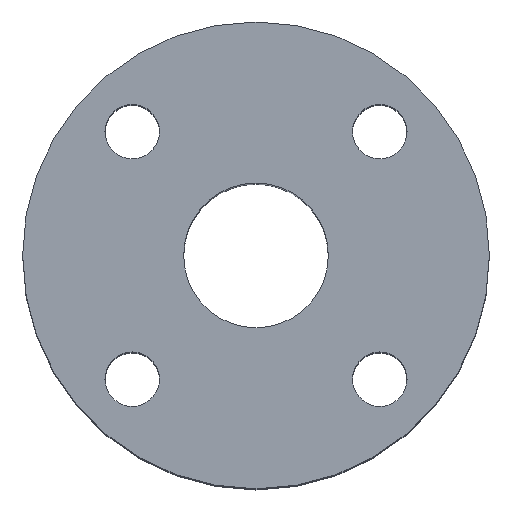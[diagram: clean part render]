
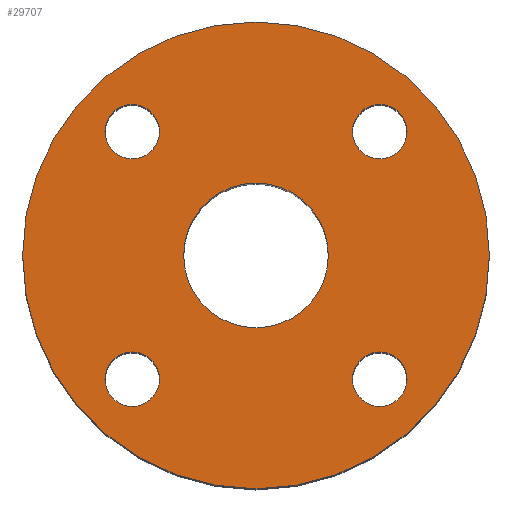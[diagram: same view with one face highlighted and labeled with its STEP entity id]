
A CAD part, top view. The second image highlights one B-rep face of the part: STEP entity #29707.
In plain terms, the highlighted planar face has unit normal (0, 0, 1).
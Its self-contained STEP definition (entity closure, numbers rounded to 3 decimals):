
#16 = CIRCLE ( 'NONE', #25192, 7. ) ;
#542 = VERTEX_POINT ( 'NONE', #27171 ) ;
#792 = AXIS2_PLACEMENT_3D ( 'NONE', #22999, #4499, #21331 ) ;
#1143 = DIRECTION ( 'NONE',  ( 0., 0., 1. ) ) ;
#1290 = EDGE_CURVE ( 'NONE', #11331, #8644, #16, .T. ) ;
#1761 = CARTESIAN_POINT ( 'NONE',  ( -31.82, -31.82, 0. ) ) ;
#2137 = FACE_BOUND ( 'NONE', #24618, .T. ) ;
#2279 = AXIS2_PLACEMENT_3D ( 'NONE', #27998, #5103, #20879 ) ;
#2486 = CARTESIAN_POINT ( 'NONE',  ( 31.82, 31.82, 0. ) ) ;
#2637 = EDGE_CURVE ( 'NONE', #8878, #14422, #16655, .T. ) ;
#2699 = VERTEX_POINT ( 'NONE', #20402 ) ;
#3115 = CARTESIAN_POINT ( 'NONE',  ( 24.82, -31.82, 0. ) ) ;
#3969 = FACE_BOUND ( 'NONE', #27038, .T. ) ;
#4043 = CARTESIAN_POINT ( 'NONE',  ( 24.82, 31.82, 0. ) ) ;
#4303 = CARTESIAN_POINT ( 'NONE',  ( -24.82, 31.82, 0. ) ) ;
#4476 = DIRECTION ( 'NONE',  ( 1., 0., 0. ) ) ;
#4477 = CARTESIAN_POINT ( 'NONE',  ( 0., 0., 0. ) ) ;
#4499 = DIRECTION ( 'NONE',  ( 0., 0., 1. ) ) ;
#4564 = FACE_BOUND ( 'NONE', #20348, .T. ) ;
#4689 = DIRECTION ( 'NONE',  ( 1., 0., 0. ) ) ;
#5103 = DIRECTION ( 'NONE',  ( 0., 0., 1. ) ) ;
#5263 = EDGE_CURVE ( 'NONE', #542, #14553, #13798, .T. ) ;
#6186 = DIRECTION ( 'NONE',  ( 0., 1., 0. ) ) ;
#6302 = DIRECTION ( 'NONE',  ( 0., 0., 1. ) ) ;
#6392 = DIRECTION ( 'NONE',  ( -1., 0., 0. ) ) ;
#6405 = DIRECTION ( 'NONE',  ( 1., 0., 0. ) ) ;
#6623 = ORIENTED_EDGE ( 'NONE', *, *, #14903, .T. ) ;
#6634 = DIRECTION ( 'NONE',  ( -1., 0., 0. ) ) ;
#6873 = ORIENTED_EDGE ( 'NONE', *, *, #23294, .F. ) ;
#7061 = CARTESIAN_POINT ( 'NONE',  ( -38.82, 31.82, 0. ) ) ;
#7210 = EDGE_CURVE ( 'NONE', #29043, #19025, #11418, .T. ) ;
#7592 = CIRCLE ( 'NONE', #11934, 7. ) ;
#7644 = ORIENTED_EDGE ( 'NONE', *, *, #2637, .T. ) ;
#7973 = AXIS2_PLACEMENT_3D ( 'NONE', #1761, #11014, #20260 ) ;
#8265 = DIRECTION ( 'NONE',  ( 0., -1., 0. ) ) ;
#8644 = VERTEX_POINT ( 'NONE', #7061 ) ;
#8721 = EDGE_LOOP ( 'NONE', ( #27497, #23726 ) ) ;
#8878 = VERTEX_POINT ( 'NONE', #9750 ) ;
#9068 = AXIS2_PLACEMENT_3D ( 'NONE', #13072, #19482, #6405 ) ;
#9186 = EDGE_LOOP ( 'NONE', ( #25822, #22904 ) ) ;
#9228 = EDGE_CURVE ( 'NONE', #2699, #22205, #15234, .T. ) ;
#9368 = VERTEX_POINT ( 'NONE', #18135 ) ;
#9750 = CARTESIAN_POINT ( 'NONE',  ( 60., 0., 0. ) ) ;
#9823 = CARTESIAN_POINT ( 'NONE',  ( 0., 0., 0. ) ) ;
#9991 = CIRCLE ( 'NONE', #792, 7. ) ;
#10439 = AXIS2_PLACEMENT_3D ( 'NONE', #2486, #11450, #4476 ) ;
#10523 = ORIENTED_EDGE ( 'NONE', *, *, #15237, .F. ) ;
#10650 = CARTESIAN_POINT ( 'NONE',  ( 18.6, 0., 0. ) ) ;
#11014 = DIRECTION ( 'NONE',  ( 0., 0., 1. ) ) ;
#11331 = VERTEX_POINT ( 'NONE', #4303 ) ;
#11391 = FACE_OUTER_BOUND ( 'NONE', #27426, .T. ) ;
#11418 = CIRCLE ( 'NONE', #10439, 7. ) ;
#11450 = DIRECTION ( 'NONE',  ( 0., 0., 1. ) ) ;
#11858 = CIRCLE ( 'NONE', #15746, 7. ) ;
#11934 = AXIS2_PLACEMENT_3D ( 'NONE', #18228, #20655, #8265 ) ;
#13072 = CARTESIAN_POINT ( 'NONE',  ( 0., 0., 0. ) ) ;
#13202 = DIRECTION ( 'NONE',  ( 0., 0., -1. ) ) ;
#13494 = CARTESIAN_POINT ( 'NONE',  ( 0., 0., 0. ) ) ;
#13798 = CIRCLE ( 'NONE', #7973, 7. ) ;
#14071 = DIRECTION ( 'NONE',  ( 0., 0., 1. ) ) ;
#14422 = VERTEX_POINT ( 'NONE', #19447 ) ;
#14553 = VERTEX_POINT ( 'NONE', #20950 ) ;
#14852 = CIRCLE ( 'NONE', #20181, 60. ) ;
#14903 = EDGE_CURVE ( 'NONE', #14422, #8878, #14852, .T. ) ;
#15234 = CIRCLE ( 'NONE', #24922, 18.6 ) ;
#15237 = EDGE_CURVE ( 'NONE', #8644, #11331, #17750, .T. ) ;
#15318 = EDGE_CURVE ( 'NONE', #22205, #2699, #25041, .T. ) ;
#15695 = DIRECTION ( 'NONE',  ( 0., -1., 0. ) ) ;
#15746 = AXIS2_PLACEMENT_3D ( 'NONE', #17221, #1143, #15695 ) ;
#15769 = ORIENTED_EDGE ( 'NONE', *, *, #19790, .F. ) ;
#16058 = VERTEX_POINT ( 'NONE', #3115 ) ;
#16146 = DIRECTION ( 'NONE',  ( 1., 0., 0. ) ) ;
#16276 = ORIENTED_EDGE ( 'NONE', *, *, #1290, .F. ) ;
#16655 = CIRCLE ( 'NONE', #19079, 60. ) ;
#17221 = CARTESIAN_POINT ( 'NONE',  ( 31.82, -31.82, 0. ) ) ;
#17328 = CARTESIAN_POINT ( 'NONE',  ( 38.82, 31.82, 0. ) ) ;
#17402 = DIRECTION ( 'NONE',  ( 0., 0., 1. ) ) ;
#17750 = CIRCLE ( 'NONE', #2279, 7. ) ;
#18135 = CARTESIAN_POINT ( 'NONE',  ( 38.82, -31.82, 0. ) ) ;
#18228 = CARTESIAN_POINT ( 'NONE',  ( 31.82, -31.82, 0. ) ) ;
#19025 = VERTEX_POINT ( 'NONE', #17328 ) ;
#19066 = DIRECTION ( 'NONE',  ( 1., 0., 0. ) ) ;
#19079 = AXIS2_PLACEMENT_3D ( 'NONE', #4477, #6302, #16146 ) ;
#19447 = CARTESIAN_POINT ( 'NONE',  ( -60., 0., 0. ) ) ;
#19482 = DIRECTION ( 'NONE',  ( 0., 0., 1. ) ) ;
#19790 = EDGE_CURVE ( 'NONE', #9368, #16058, #11858, .T. ) ;
#20133 = CIRCLE ( 'NONE', #29831, 7. ) ;
#20181 = AXIS2_PLACEMENT_3D ( 'NONE', #13494, #20767, #4689 ) ;
#20260 = DIRECTION ( 'NONE',  ( -1., 0., 0. ) ) ;
#20278 = DIRECTION ( 'NONE',  ( 0., 0., 1. ) ) ;
#20348 = EDGE_LOOP ( 'NONE', ( #29794, #29152 ) ) ;
#20402 = CARTESIAN_POINT ( 'NONE',  ( -18.6, 0., 0. ) ) ;
#20655 = DIRECTION ( 'NONE',  ( 0., 0., 1. ) ) ;
#20767 = DIRECTION ( 'NONE',  ( 0., 0., 1. ) ) ;
#20879 = DIRECTION ( 'NONE',  ( 0., 1., 0. ) ) ;
#20950 = CARTESIAN_POINT ( 'NONE',  ( -24.82, -31.82, 0. ) ) ;
#21331 = DIRECTION ( 'NONE',  ( 1., 0., 0. ) ) ;
#22205 = VERTEX_POINT ( 'NONE', #10650 ) ;
#22888 = EDGE_CURVE ( 'NONE', #14553, #542, #20133, .T. ) ;
#22904 = ORIENTED_EDGE ( 'NONE', *, *, #5263, .F. ) ;
#22999 = CARTESIAN_POINT ( 'NONE',  ( 31.82, 31.82, 0. ) ) ;
#23021 = EDGE_CURVE ( 'NONE', #19025, #29043, #9991, .T. ) ;
#23294 = EDGE_CURVE ( 'NONE', #16058, #9368, #7592, .T. ) ;
#23726 = ORIENTED_EDGE ( 'NONE', *, *, #9228, .F. ) ;
#24618 = EDGE_LOOP ( 'NONE', ( #15769, #6873 ) ) ;
#24887 = CARTESIAN_POINT ( 'NONE',  ( 0., 18.6, 0. ) ) ;
#24922 = AXIS2_PLACEMENT_3D ( 'NONE', #9823, #14071, #19066 ) ;
#25041 = CIRCLE ( 'NONE', #9068, 18.6 ) ;
#25053 = FACE_BOUND ( 'NONE', #8721, .T. ) ;
#25192 = AXIS2_PLACEMENT_3D ( 'NONE', #26512, #17402, #6186 ) ;
#25348 = FACE_BOUND ( 'NONE', #9186, .T. ) ;
#25822 = ORIENTED_EDGE ( 'NONE', *, *, #22888, .F. ) ;
#26512 = CARTESIAN_POINT ( 'NONE',  ( -31.82, 31.82, 0. ) ) ;
#26788 = CARTESIAN_POINT ( 'NONE',  ( -31.82, -31.82, 0. ) ) ;
#27038 = EDGE_LOOP ( 'NONE', ( #16276, #10523 ) ) ;
#27171 = CARTESIAN_POINT ( 'NONE',  ( -38.82, -31.82, 0. ) ) ;
#27426 = EDGE_LOOP ( 'NONE', ( #7644, #6623 ) ) ;
#27497 = ORIENTED_EDGE ( 'NONE', *, *, #15318, .F. ) ;
#27618 = PLANE ( 'NONE',  #28493 ) ;
#27998 = CARTESIAN_POINT ( 'NONE',  ( -31.82, 31.82, 0. ) ) ;
#28493 = AXIS2_PLACEMENT_3D ( 'NONE', #24887, #13202, #6392 ) ;
#29043 = VERTEX_POINT ( 'NONE', #4043 ) ;
#29152 = ORIENTED_EDGE ( 'NONE', *, *, #7210, .F. ) ;
#29707 = ADVANCED_FACE ( 'NONE', ( #2137, #25348, #3969, #4564, #25053, #11391 ), #27618, .F. ) ;
#29794 = ORIENTED_EDGE ( 'NONE', *, *, #23021, .F. ) ;
#29831 = AXIS2_PLACEMENT_3D ( 'NONE', #26788, #20278, #6634 ) ;
